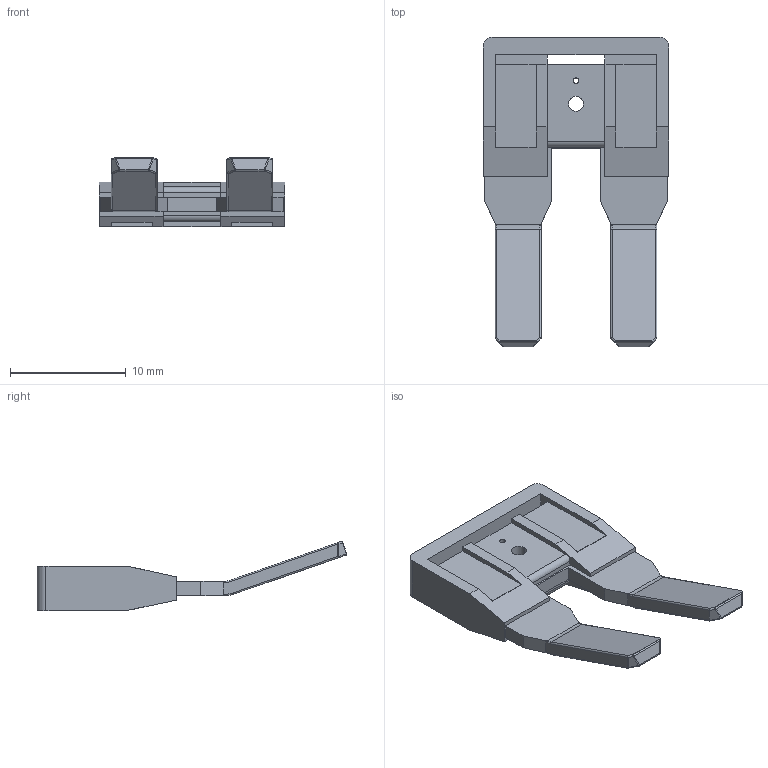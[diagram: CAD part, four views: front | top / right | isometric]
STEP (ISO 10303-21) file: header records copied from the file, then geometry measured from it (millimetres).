
FILE_DESCRIPTION (( 'STEP AP214' ), '1' );
FILE_NAME ('KN-2JCC6.step', '2015-05-04T11:21:37', ( '' ), ( '' ), 'SwSTEP 2.0', 'SolidWorks 2014', '' );
FILE_SCHEMA (( 'AUTOMOTIVE_DESIGN' ));
Length unit declared in the file: millimetre
Products named in the file (1): KN-2JCC6
Bounding box: 16 x 26.75 x 5.97 mm (x, y, z)
Volume: 702.8 mm3; surface area: 1008.6 mm2
Topology: 1 solids, 1 shells, 140 faces, 373 edges, 229 vertices
Faces by surface type: plane 72, cylinder 41, sphere 19, torus 8
Entity records: 5878 total; most frequent: CARTESIAN_POINT 857, ORIENTED_EDGE 730, DIRECTION 723, EDGE_CURVE 365, VECTOR 249, LINE 249, AXIS2_PLACEMENT_3D 237, VERTEX_POINT 225
